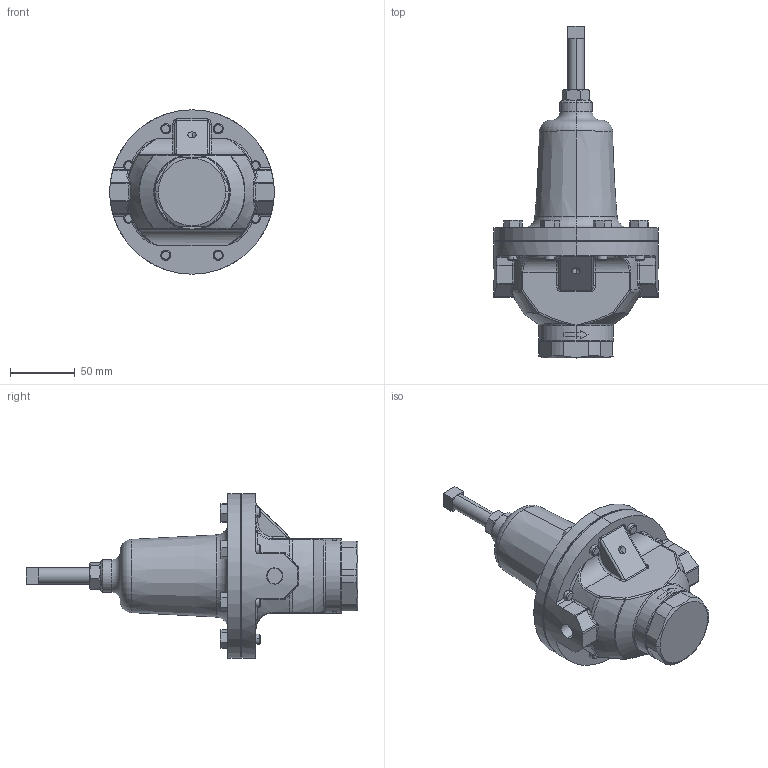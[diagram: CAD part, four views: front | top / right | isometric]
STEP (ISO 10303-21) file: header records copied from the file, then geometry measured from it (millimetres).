
FILE_DESCRIPTION (( 'STEP AP203' ), '1' );
FILE_NAME ('68G-025-DI-PT.STEP', '2017-08-17T14:49:34', ( '' ), ( '' ), 'SwSTEP 2.0', 'SolidWorks 2014', '' );
FILE_SCHEMA (( 'CONFIG_CONTROL_DESIGN' ));
Length unit declared in the file: inch
Products named in the file (1): 68G-025-DI-PT
Bounding box: 127 x 256.34 x 127 mm (x, y, z)
Volume: 904149.7 mm3; surface area: 72491.3 mm2
Topology: 1 solids, 1 shells, 551 faces, 1370 edges, 848 vertices
Faces by surface type: plane 215, bspline 139, cone 94, cylinder 75, torus 24, sphere 4
Entity records: 23739 total; most frequent: CARTESIAN_POINT 11786, ORIENTED_EDGE 2720, DIRECTION 2047, EDGE_CURVE 1360, VERTEX_POINT 848, AXIS2_PLACEMENT_3D 718, LINE 611, VECTOR 611
